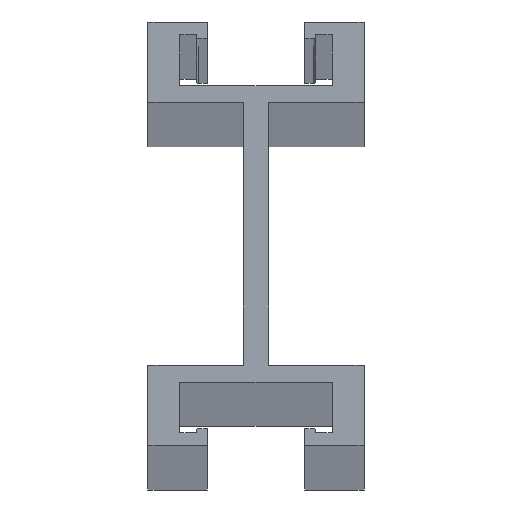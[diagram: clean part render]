
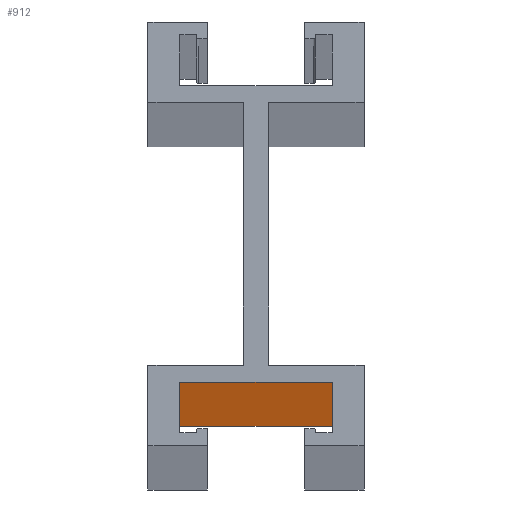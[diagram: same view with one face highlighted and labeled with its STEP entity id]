
A CAD part, top view. The second image highlights one B-rep face of the part: STEP entity #912.
In plain terms, the highlighted planar face has unit normal (0, -1, 0).
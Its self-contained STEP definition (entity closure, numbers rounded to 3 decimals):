
#79 = LINE ( 'NONE', #1189, #1321 ) ;
#90 = DIRECTION ( 'NONE',  ( 1., 0., 0. ) ) ;
#93 = VERTEX_POINT ( 'NONE', #201 ) ;
#122 = EDGE_CURVE ( 'NONE', #1135, #1125, #79, .T. ) ;
#155 = DIRECTION ( 'NONE',  ( 0., 0., -1. ) ) ;
#201 = CARTESIAN_POINT ( 'NONE',  ( -18., -35., 0. ) ) ;
#262 = CARTESIAN_POINT ( 'NONE',  ( 18., -35., 0. ) ) ;
#283 = ORIENTED_EDGE ( 'NONE', *, *, #362, .T. ) ;
#311 = DIRECTION ( 'NONE',  ( 0., 0., -1. ) ) ;
#352 = CARTESIAN_POINT ( 'NONE',  ( 18., -35., 6000. ) ) ;
#362 = EDGE_CURVE ( 'NONE', #420, #93, #401, .T. ) ;
#379 = CARTESIAN_POINT ( 'NONE',  ( -18., -35., 6000. ) ) ;
#380 = PLANE ( 'NONE',  #387 ) ;
#387 = AXIS2_PLACEMENT_3D ( 'NONE', #784, #901, #1220 ) ;
#401 = LINE ( 'NONE', #379, #482 ) ;
#420 = VERTEX_POINT ( 'NONE', #1165 ) ;
#482 = VECTOR ( 'NONE', #155, 1000. ) ;
#493 = DIRECTION ( 'NONE',  ( 1., 0., 0. ) ) ;
#507 = LINE ( 'NONE', #1074, #729 ) ;
#572 = EDGE_CURVE ( 'NONE', #93, #1125, #507, .T. ) ;
#643 = ORIENTED_EDGE ( 'NONE', *, *, #821, .F. ) ;
#698 = LINE ( 'NONE', #352, #704 ) ;
#704 = VECTOR ( 'NONE', #493, 1000. ) ;
#729 = VECTOR ( 'NONE', #90, 1000. ) ;
#784 = CARTESIAN_POINT ( 'NONE',  ( 18., -35., 6000. ) ) ;
#821 = EDGE_CURVE ( 'NONE', #420, #1135, #698, .T. ) ;
#901 = DIRECTION ( 'NONE',  ( 0., 1., 0. ) ) ;
#912 = ADVANCED_FACE ( 'NONE', ( #1038 ), #380, .F. ) ;
#914 = ORIENTED_EDGE ( 'NONE', *, *, #572, .T. ) ;
#1038 = FACE_OUTER_BOUND ( 'NONE', #1039, .T. ) ;
#1039 = EDGE_LOOP ( 'NONE', ( #914, #1316, #643, #283 ) ) ;
#1074 = CARTESIAN_POINT ( 'NONE',  ( 18., -35., 0. ) ) ;
#1125 = VERTEX_POINT ( 'NONE', #262 ) ;
#1135 = VERTEX_POINT ( 'NONE', #1311 ) ;
#1165 = CARTESIAN_POINT ( 'NONE',  ( -18., -35., 6000. ) ) ;
#1189 = CARTESIAN_POINT ( 'NONE',  ( 18., -35., 6000. ) ) ;
#1220 = DIRECTION ( 'NONE',  ( -1., 0., 0. ) ) ;
#1311 = CARTESIAN_POINT ( 'NONE',  ( 18., -35., 6000. ) ) ;
#1316 = ORIENTED_EDGE ( 'NONE', *, *, #122, .F. ) ;
#1321 = VECTOR ( 'NONE', #311, 1000. ) ;
